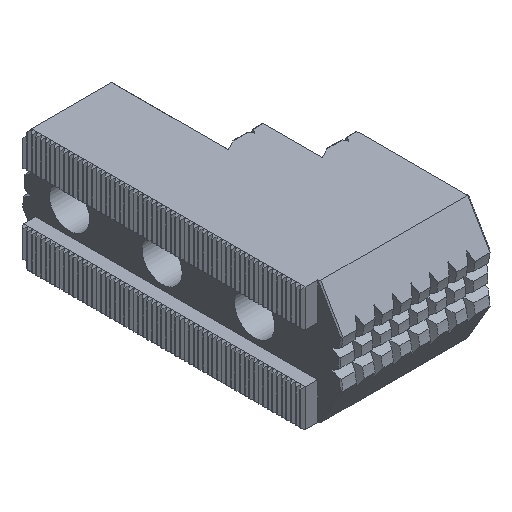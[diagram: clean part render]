
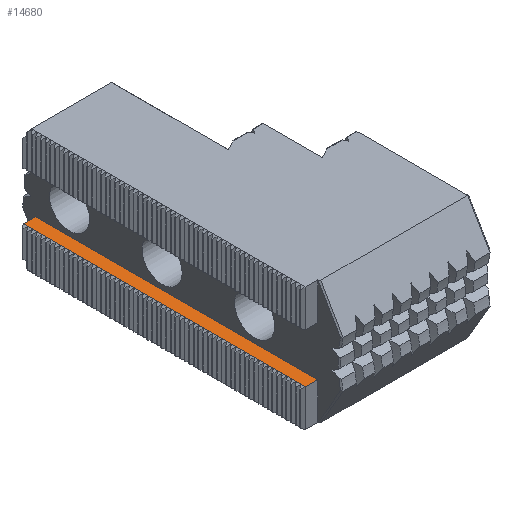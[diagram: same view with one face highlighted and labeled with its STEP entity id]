
A CAD part, isometric view. The second image highlights one B-rep face of the part: STEP entity #14680.
In plain terms, the highlighted planar face has unit normal (0, 0, 1).
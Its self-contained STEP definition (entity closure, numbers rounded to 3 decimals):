
#471 = EDGE_CURVE ( 'NONE', #20656, #18964, #14221, .T. ) ;
#1125 = CARTESIAN_POINT ( 'NONE',  ( 1., 103.066, -8. ) ) ;
#1230 = VECTOR ( 'NONE', #19207, 1000. ) ;
#1794 = CARTESIAN_POINT ( 'NONE',  ( 5., 103.066, -8. ) ) ;
#1933 = DIRECTION ( 'NONE',  ( -1., 0., 0. ) ) ;
#3351 = VERTEX_POINT ( 'NONE', #5718 ) ;
#4008 = LINE ( 'NONE', #11629, #1230 ) ;
#4690 = ORIENTED_EDGE ( 'NONE', *, *, #20678, .T. ) ;
#5718 = CARTESIAN_POINT ( 'NONE',  ( 5., 98.5, -8. ) ) ;
#5950 = CARTESIAN_POINT ( 'NONE',  ( 5., 7., -8. ) ) ;
#6770 = EDGE_CURVE ( 'NONE', #3351, #15956, #11266, .T. ) ;
#7438 = ORIENTED_EDGE ( 'NONE', *, *, #6770, .F. ) ;
#9417 = CARTESIAN_POINT ( 'NONE',  ( 5., 98.5, -8. ) ) ;
#9471 = PLANE ( 'NONE',  #13383 ) ;
#10241 = CARTESIAN_POINT ( 'NONE',  ( 1., 98.5, -8. ) ) ;
#10975 = ORIENTED_EDGE ( 'NONE', *, *, #471, .T. ) ;
#11266 = LINE ( 'NONE', #1794, #22052 ) ;
#11629 = CARTESIAN_POINT ( 'NONE',  ( 5., 7., -8. ) ) ;
#11673 = ORIENTED_EDGE ( 'NONE', *, *, #16034, .T. ) ;
#13383 = AXIS2_PLACEMENT_3D ( 'NONE', #13464, #15075, #21043 ) ;
#13464 = CARTESIAN_POINT ( 'NONE',  ( 5., 103.066, -8. ) ) ;
#13924 = CARTESIAN_POINT ( 'NONE',  ( 1., 7., -8. ) ) ;
#14221 = LINE ( 'NONE', #1125, #23398 ) ;
#14680 = ADVANCED_FACE ( 'NONE', ( #23159 ), #9471, .T. ) ;
#15075 = DIRECTION ( 'NONE',  ( 0., 0., 1. ) ) ;
#15402 = EDGE_LOOP ( 'NONE', ( #4690, #7438, #11673, #10975 ) ) ;
#15867 = DIRECTION ( 'NONE',  ( 0., -1., 0. ) ) ;
#15956 = VERTEX_POINT ( 'NONE', #5950 ) ;
#16034 = EDGE_CURVE ( 'NONE', #3351, #20656, #18881, .T. ) ;
#18605 = DIRECTION ( 'NONE',  ( 0., -1., 0. ) ) ;
#18881 = LINE ( 'NONE', #9417, #19377 ) ;
#18964 = VERTEX_POINT ( 'NONE', #13924 ) ;
#19207 = DIRECTION ( 'NONE',  ( 1., 0., 0. ) ) ;
#19377 = VECTOR ( 'NONE', #1933, 1000. ) ;
#20656 = VERTEX_POINT ( 'NONE', #10241 ) ;
#20678 = EDGE_CURVE ( 'NONE', #18964, #15956, #4008, .T. ) ;
#21043 = DIRECTION ( 'NONE',  ( 1., 0., 0. ) ) ;
#22052 = VECTOR ( 'NONE', #18605, 1000. ) ;
#23159 = FACE_OUTER_BOUND ( 'NONE', #15402, .T. ) ;
#23398 = VECTOR ( 'NONE', #15867, 1000. ) ;
